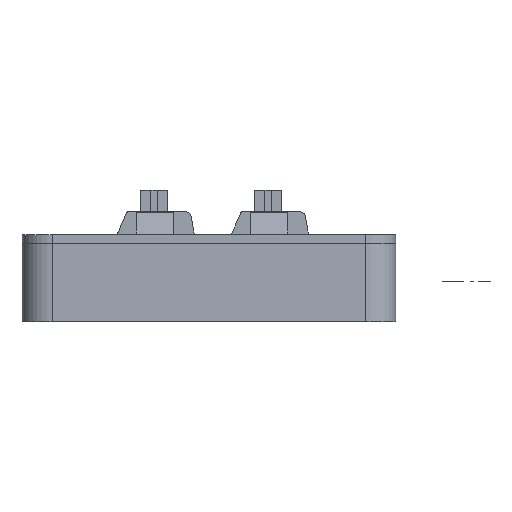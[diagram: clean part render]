
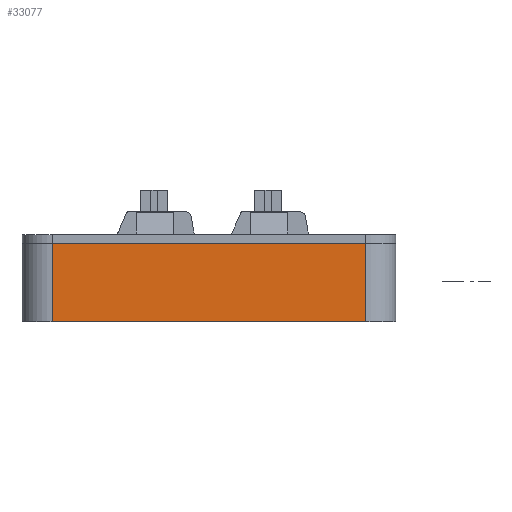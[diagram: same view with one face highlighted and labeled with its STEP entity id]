
A CAD part, left-side view. The second image highlights one B-rep face of the part: STEP entity #33077.
In plain terms, the highlighted planar face has unit normal (-1, 0, 0).
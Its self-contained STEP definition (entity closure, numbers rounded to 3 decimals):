
#4591=FACE_OUTER_BOUND('',#6645,.T.);
#6645=EDGE_LOOP('',(#30083,#30084,#30085,#30086));
#9952=LINE('',#57295,#13262);
#9960=LINE('',#57320,#13270);
#9961=LINE('',#57324,#13271);
#9962=LINE('',#57325,#13272);
#13262=VECTOR('',#43309,10.);
#13270=VECTOR('',#43329,10.);
#13271=VECTOR('',#43334,10.);
#13272=VECTOR('',#43335,10.);
#16305=VERTEX_POINT('',#57292);
#16306=VERTEX_POINT('',#57294);
#16317=VERTEX_POINT('',#57319);
#16318=VERTEX_POINT('',#57323);
#20900=EDGE_CURVE('',#16305,#16306,#9952,.T.);
#20913=EDGE_CURVE('',#16306,#16317,#9960,.T.);
#20915=EDGE_CURVE('',#16318,#16305,#9961,.T.);
#20916=EDGE_CURVE('',#16318,#16317,#9962,.T.);
#30083=ORIENTED_EDGE('',*,*,#20913,.F.);
#30084=ORIENTED_EDGE('',*,*,#20900,.F.);
#30085=ORIENTED_EDGE('',*,*,#20915,.F.);
#30086=ORIENTED_EDGE('',*,*,#20916,.T.);
#31296=PLANE('',#35561);
#33077=ADVANCED_FACE('',(#4591),#31296,.T.);
#35561=AXIS2_PLACEMENT_3D('',#57322,#43332,#43333);
#43309=DIRECTION('',(0.,-1.,0.));
#43329=DIRECTION('',(0.,0.,-1.));
#43332=DIRECTION('center_axis',(-1.,0.,0.));
#43333=DIRECTION('ref_axis',(0.,-1.,0.));
#43334=DIRECTION('',(0.,0.,1.));
#43335=DIRECTION('',(0.,-1.,0.));
#57292=CARTESIAN_POINT('',(-10.5,47.7,13.));
#57294=CARTESIAN_POINT('',(-10.5,-4.5,13.));
#57295=CARTESIAN_POINT('',(-10.5,52.7,13.));
#57319=CARTESIAN_POINT('',(-10.5,-4.5,0.));
#57320=CARTESIAN_POINT('',(-10.5,-4.5,0.));
#57322=CARTESIAN_POINT('Origin',(-10.5,52.7,0.));
#57323=CARTESIAN_POINT('',(-10.5,47.7,0.));
#57324=CARTESIAN_POINT('',(-10.5,47.7,0.));
#57325=CARTESIAN_POINT('',(-10.5,52.7,0.));
